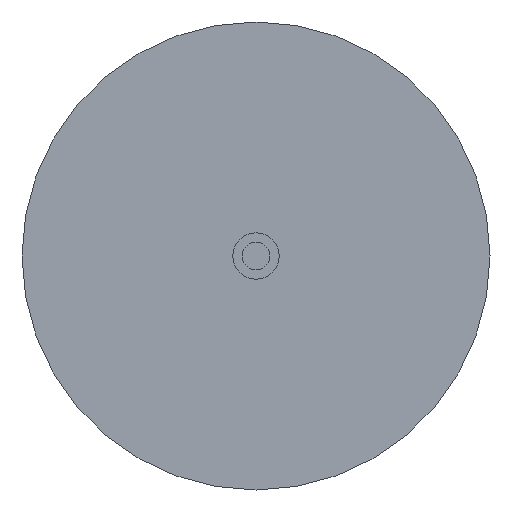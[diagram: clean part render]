
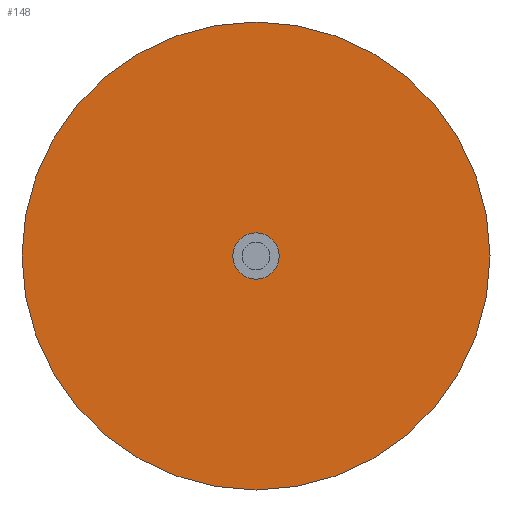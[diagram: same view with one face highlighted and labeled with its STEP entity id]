
A CAD part, left-side view. The second image highlights one B-rep face of the part: STEP entity #148.
In plain terms, the highlighted planar face has unit normal (-1, 0, 0).
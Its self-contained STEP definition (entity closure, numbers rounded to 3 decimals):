
#19=PLANE('',#175);
#35=FACE_BOUND('',#72,.T.);
#48=FACE_OUTER_BOUND('',#71,.T.);
#71=EDGE_LOOP('',(#131));
#72=EDGE_LOOP('',(#132));
#78=CIRCLE('',#160,5.05);
#82=CIRCLE('',#167,0.5);
#90=VERTEX_POINT('',#243);
#94=VERTEX_POINT('',#254);
#102=EDGE_CURVE('',#90,#90,#78,.T.);
#106=EDGE_CURVE('',#94,#94,#82,.T.);
#131=ORIENTED_EDGE('',*,*,#102,.F.);
#132=ORIENTED_EDGE('',*,*,#106,.T.);
#148=ADVANCED_FACE('',(#48,#35),#19,.T.);
#160=AXIS2_PLACEMENT_3D('',#244,#196,#197);
#167=AXIS2_PLACEMENT_3D('',#255,#210,#211);
#175=AXIS2_PLACEMENT_3D('',#265,#226,#227);
#196=DIRECTION('center_axis',(1.,0.,0.));
#197=DIRECTION('ref_axis',(0.,0.,-1.));
#210=DIRECTION('center_axis',(1.,0.,0.));
#211=DIRECTION('ref_axis',(0.,0.,-1.));
#226=DIRECTION('center_axis',(-1.,0.,0.));
#227=DIRECTION('ref_axis',(0.,0.,1.));
#243=CARTESIAN_POINT('',(-9.664,5.05,0.));
#244=CARTESIAN_POINT('Origin',(-9.664,0.,
0.));
#254=CARTESIAN_POINT('',(-9.664,0.,0.5));
#255=CARTESIAN_POINT('Origin',(-9.664,0.,
0.));
#265=CARTESIAN_POINT('Origin',(-9.664,5.05,0.));
